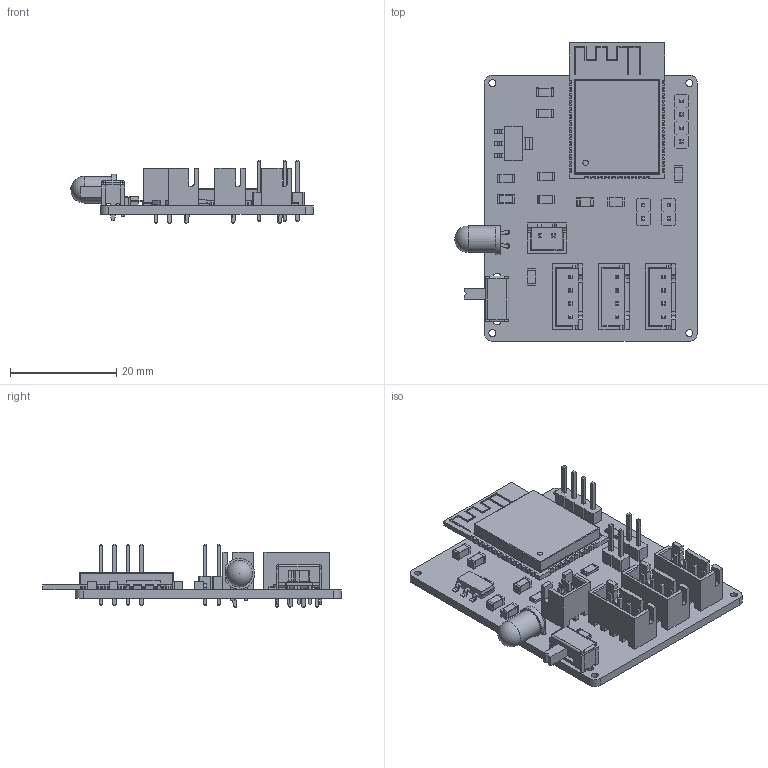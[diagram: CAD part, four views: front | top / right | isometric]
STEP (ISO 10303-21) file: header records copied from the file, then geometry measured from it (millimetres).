
FILE_DESCRIPTION(('KiCad electronic assembly'),'2;1');
FILE_NAME('HerdWatch ESP32 Design.step','2024-11-29T18:10:13',('Pcbnew') ,('Kicad'),'Open CASCADE STEP processor 7.8','KiCad to STEP converter' ,'Unknown');
FILE_SCHEMA(('AUTOMOTIVE_DESIGN { 1 0 10303 214 1 1 1 1 }'));
Length unit declared in the file: millimetre
Products named in the file (24): HerdWatch ESP32 Design 1; C_1206_3216Metric; R_1206_3216Metric; SOT-223; SOT_223; PinHeader_1x04_P2.54mm_Vertical; PinHeader_1x04_P254mm_Vertical; JST_XH_B4B-XH-A_1x04_P2.50mm_Vertical; JST_B4B_XH_A; LED_1206_3216Metric; SW_Slide_SPDT_Angled_CK_OS102011MA1Q; ESP32-WROOM-32--3DModel-STEP-1; ESP32-WROOM-32; JST_XH_B2B-XH-A_1x02_P2.50mm_Vertical; JST_B2B_XH_A; LED_D5.0mm_Horizontal_O1.27mm_Z3.0mm; PinHeader_1x02_P2.54mm_Vertical; PinHeader_1x02_P254mm_Vertical; HerdWatch ESP32 Design 2_PCB
Assembly tree (33 placements, depth 3):
  HerdWatch ESP32 Design 1
    C_1206_3216Metric  x5
      C_1206_3216Metric
    R_1206_3216Metric  x4
      R_1206_3216Metric
    SOT-223
      SOT_223
    PinHeader_1x04_P2.54mm_Vertical
      PinHeader_1x04_P254mm_Vertical
    JST_XH_B4B-XH-A_1x04_P2.50mm_Vertical  x3
      JST_B4B_XH_A
    LED_1206_3216Metric
      LED_1206_3216Metric
    SW_Slide_SPDT_Angled_CK_OS102011MA1Q
      SW_Slide_SPDT_Angled_CK_OS102011MA1Q
    ESP32-WROOM-32--3DModel-STEP-1
      ESP32-WROOM-32
    JST_XH_B2B-XH-A_1x02_P2.50mm_Vertical
      JST_B2B_XH_A
    LED_D5.0mm_Horizontal_O1.27mm_Z3.0mm
      LED_D5.0mm_Horizontal_O1.27mm_Z3.0mm
    PinHeader_1x02_P2.54mm_Vertical  x2
      PinHeader_1x02_P254mm_Vertical
    HerdWatch ESP32 Design 2_PCB
Bounding box: 45.58 x 56.05 x 11.94 mm (x, y, z)
Volume: 5629.4 mm3; surface area: 10067.9 mm2
Topology: 68 solids, 68 shells, 2179 faces, 5599 edges, 3612 vertices
Faces by surface type: plane 1806, cylinder 352, bspline 16, sphere 5
Full cylindrical faces by diameter (mm): 0.2 x12, 0.9 x5, 0.95 x12, 1 x10, 1.315 x4, 1.5 x2, 5 x1
Entity records: 55909 total; most frequent: CARTESIAN_POINT 8739, ORIENTED_EDGE 8492, DIRECTION 8126, EDGE_CURVE 4246, LINE 3680, VECTOR 3680, VERTEX_POINT 2740, AXIS2_PLACEMENT_3D 2223
